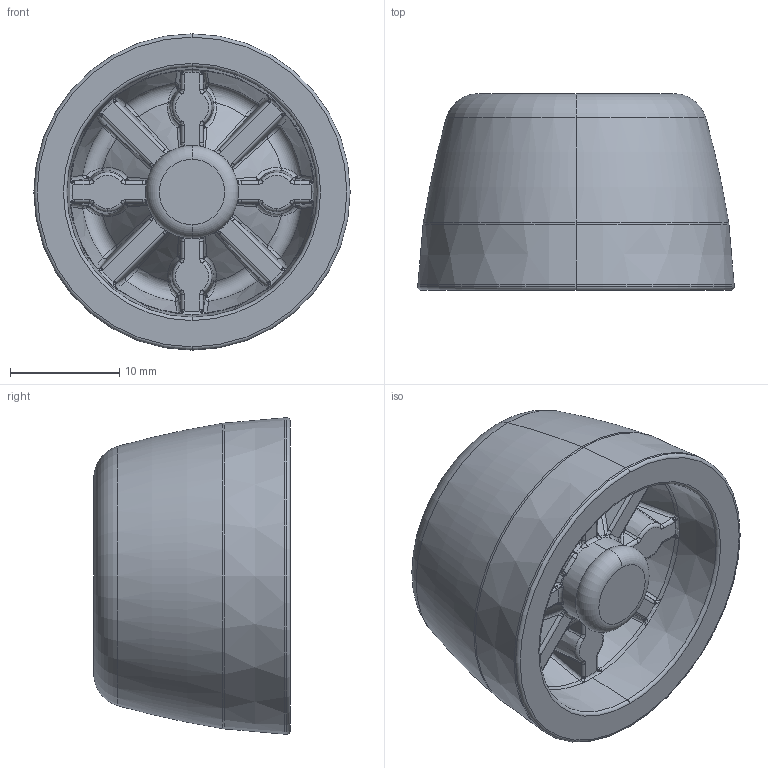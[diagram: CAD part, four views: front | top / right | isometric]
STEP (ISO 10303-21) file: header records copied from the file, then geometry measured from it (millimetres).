
FILE_DESCRIPTION (( 'STEP AP214' ), '1' );
FILE_NAME ('098D030K.STEP', '2014-08-11T08:49:44', ( '' ), ( '' ), 'SwSTEP 2.0', 'SolidWorks 2014', '' );
FILE_SCHEMA (( 'AUTOMOTIVE_DESIGN' ));
Length unit declared in the file: millimetre
Products named in the file (1): 098D030K
Bounding box: 29 x 18 x 29 mm (x, y, z)
Volume: 6096.1 mm3; surface area: 3776.6 mm2
Topology: 1 solids, 1 shells, 395 faces, 919 edges, 514 vertices
Faces by surface type: bspline 216, torus 66, plane 35, cone 32, cylinder 28, sphere 18
Entity records: 15664 total; most frequent: CARTESIAN_POINT 8303, ORIENTED_EDGE 1804, DIRECTION 1204, EDGE_CURVE 902, AXIS2_PLACEMENT_3D 572, VERTEX_POINT 511, B_SPLINE_CURVE_WITH_KNOTS 450, EDGE_LOOP 397
